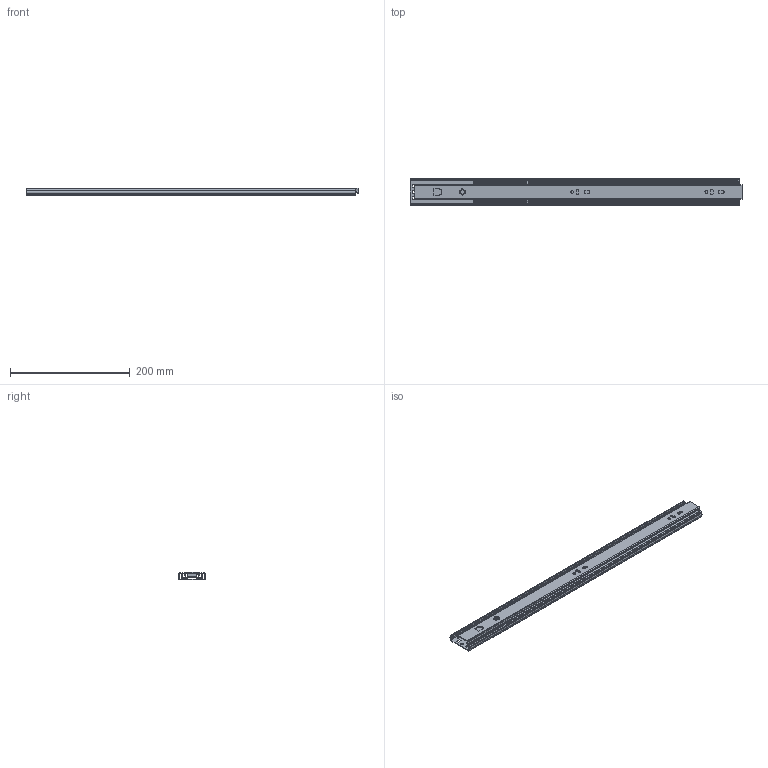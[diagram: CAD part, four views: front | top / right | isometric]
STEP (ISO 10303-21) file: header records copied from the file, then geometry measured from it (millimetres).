
FILE_DESCRIPTION (( 'STEP AP214' ), '1' );
FILE_NAME ('F000820-CLOSED_3D.step', '2022-06-06T12:54:13', ( '' ), ( '' ), 'SwSTEP 2.0', 'SolidWorks 2020', '' );
FILE_SCHEMA (( 'AUTOMOTIVE_DESIGN' ));
Length unit declared in the file: millimetre
Products named in the file (4): NB51-VNITRNI-550; NB51-VNEJSI-550; F000820-CLOSED_3D; NB58,NB51-STREDNI-550
Assembly tree (3 placements, depth 2):
  F000820-CLOSED_3D
    NB51-VNEJSI-550
    NB51-VNITRNI-550
    NB58,NB51-STREDNI-550
Bounding box: 554 x 45.7 x 12.7 mm (x, y, z)
Volume: 99863.9 mm3; surface area: 162355.6 mm2
Topology: 3 solids, 3 shells, 287 faces, 843 edges, 562 vertices
Faces by surface type: plane 125, cylinder 98, bspline 64
Entity records: 10179 total; most frequent: CARTESIAN_POINT 2530, ORIENTED_EDGE 1686, DIRECTION 1369, EDGE_CURVE 843, VERTEX_POINT 562, LINE 519, VECTOR 519, AXIS2_PLACEMENT_3D 425
